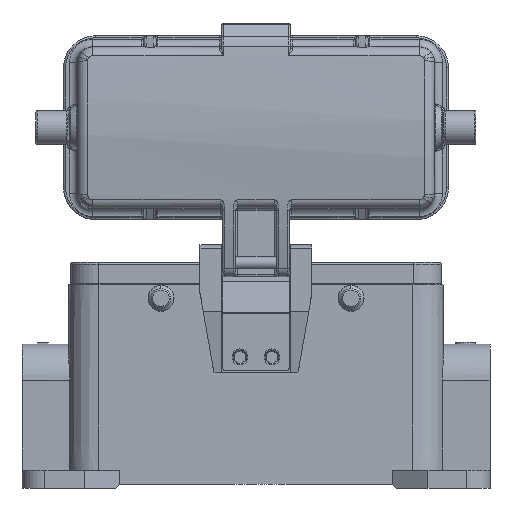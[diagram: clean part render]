
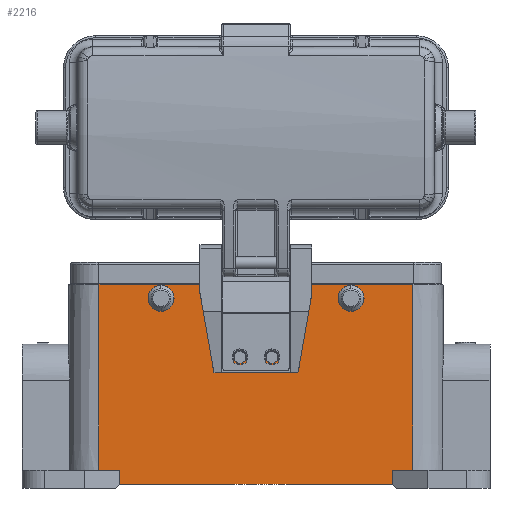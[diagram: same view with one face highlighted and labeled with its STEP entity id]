
A CAD part, front view. The second image highlights one B-rep face of the part: STEP entity #2216.
In plain terms, the highlighted planar face has unit normal (0, -1, 0.009).
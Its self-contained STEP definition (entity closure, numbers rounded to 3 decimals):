
#72=ELLIPSE('',#19665,1.5,1.5);
#73=ELLIPSE('',#19666,1.5,1.5);
#1328=PLANE('',#19667);
#1534=FACE_BOUND('',#4837,.T.);
#1535=FACE_BOUND('',#4838,.T.);
#1536=FACE_BOUND('',#4839,.T.);
#1537=FACE_BOUND('',#4840,.T.);
#1538=FACE_BOUND('',#4841,.T.);
#1539=FACE_BOUND('',#4842,.T.);
#2216=ADVANCED_FACE('',(#1534,#1535,#1536,#1537,#1538,#1539),#1328,.T.);
#4837=EDGE_LOOP('',(#11087));
#4838=EDGE_LOOP('',(#11088));
#4839=EDGE_LOOP('',(#11089));
#4840=EDGE_LOOP('',(#11090));
#4841=EDGE_LOOP('',(#11091));
#4842=EDGE_LOOP('',(#11092,#11093,#11094,#11095,#11096,#11097,#11098,#11099,
#11100,#11101,#11102,#11103));
#6043=LINE('',#31712,#7320);
#6044=LINE('',#31714,#7321);
#6056=LINE('',#31757,#7333);
#6061=LINE('',#31778,#7338);
#6068=LINE('',#31813,#7345);
#6097=LINE('',#31888,#7374);
#6100=LINE('',#31902,#7377);
#6107=LINE('',#31918,#7384);
#6241=LINE('',#32415,#7518);
#6254=LINE('',#32449,#7531);
#6256=LINE('',#32453,#7533);
#6257=LINE('',#32465,#7534);
#7320=VECTOR('',#23078,1.);
#7321=VECTOR('',#23081,1.);
#7333=VECTOR('',#23105,1.);
#7338=VECTOR('',#23116,1.);
#7345=VECTOR('',#23135,1.);
#7374=VECTOR('',#23208,1.);
#7377=VECTOR('',#23225,1.);
#7384=VECTOR('',#23236,1.);
#7518=VECTOR('',#23520,1.);
#7531=VECTOR('',#23555,1.);
#7533=VECTOR('',#23559,1.);
#7534=VECTOR('',#23572,1.);
#11087=ORIENTED_EDGE('',*,*,#16626,.F.);
#11088=ORIENTED_EDGE('',*,*,#16627,.F.);
#11089=ORIENTED_EDGE('',*,*,#16628,.F.);
#11090=ORIENTED_EDGE('',*,*,#16629,.T.);
#11091=ORIENTED_EDGE('',*,*,#16630,.T.);
#11092=ORIENTED_EDGE('',*,*,#16623,.T.);
#11093=ORIENTED_EDGE('',*,*,#16606,.T.);
#11094=ORIENTED_EDGE('',*,*,#16424,.F.);
#11095=ORIENTED_EDGE('',*,*,#16416,.T.);
#11096=ORIENTED_EDGE('',*,*,#16409,.F.);
#11097=ORIENTED_EDGE('',*,*,#16631,.T.);
#11098=ORIENTED_EDGE('',*,*,#16371,.F.);
#11099=ORIENTED_EDGE('',*,*,#16359,.T.);
#11100=ORIENTED_EDGE('',*,*,#16351,.T.);
#11101=ORIENTED_EDGE('',*,*,#16335,.T.);
#11102=ORIENTED_EDGE('',*,*,#16334,.F.);
#11103=ORIENTED_EDGE('',*,*,#16625,.F.);
#14177=VERTEX_POINT('',#31709);
#14178=VERTEX_POINT('',#31711);
#14179=VERTEX_POINT('',#31715);
#14192=VERTEX_POINT('',#31758);
#14197=VERTEX_POINT('',#31779);
#14207=VERTEX_POINT('',#31814);
#14228=VERTEX_POINT('',#31883);
#14230=VERTEX_POINT('',#31887);
#14235=VERTEX_POINT('',#31903);
#14242=VERTEX_POINT('',#31919);
#14362=VERTEX_POINT('',#32416);
#14372=VERTEX_POINT('',#32450);
#14373=VERTEX_POINT('',#32456);
#14374=VERTEX_POINT('',#32458);
#14375=VERTEX_POINT('',#32460);
#14376=VERTEX_POINT('',#32462);
#14377=VERTEX_POINT('',#32464);
#16334=EDGE_CURVE('',#14178,#14177,#6043,.T.);
#16335=EDGE_CURVE('',#14179,#14177,#6044,.T.);
#16351=EDGE_CURVE('',#14192,#14179,#6056,.T.);
#16359=EDGE_CURVE('',#14197,#14192,#6061,.T.);
#16371=EDGE_CURVE('',#14197,#14207,#6068,.T.);
#16409=EDGE_CURVE('',#14230,#14228,#6097,.T.);
#16416=EDGE_CURVE('',#14235,#14228,#6100,.T.);
#16424=EDGE_CURVE('',#14235,#14242,#6107,.T.);
#16606=EDGE_CURVE('',#14362,#14242,#6241,.T.);
#16623=EDGE_CURVE('',#14372,#14362,#6254,.T.);
#16625=EDGE_CURVE('',#14372,#14178,#6256,.T.);
#16626=EDGE_CURVE('',#14373,#14373,#18194,.T.);
#16627=EDGE_CURVE('',#14374,#14374,#18195,.T.);
#16628=EDGE_CURVE('',#14375,#14375,#18196,.T.);
#16629=EDGE_CURVE('',#14376,#14376,#72,.T.);
#16630=EDGE_CURVE('',#14377,#14377,#73,.T.);
#16631=EDGE_CURVE('',#14230,#14207,#6257,.T.);
#18194=CIRCLE('',#19662,1.5);
#18195=CIRCLE('',#19663,1.5);
#18196=CIRCLE('',#19664,1.5);
#19662=AXIS2_PLACEMENT_3D('',#32455,#23562,#23563);
#19663=AXIS2_PLACEMENT_3D('',#32457,#23564,#23565);
#19664=AXIS2_PLACEMENT_3D('',#32459,#23566,#23567);
#19665=AXIS2_PLACEMENT_3D('',#32461,#23568,#23569);
#19666=AXIS2_PLACEMENT_3D('',#32463,#23570,#23571);
#19667=AXIS2_PLACEMENT_3D('',#32466,#23573,#23574);
#23078=DIRECTION('',(1.,0.,0.));
#23081=DIRECTION('',(0.,-0.009,-1.));
#23105=DIRECTION('',(-1.,0.,0.));
#23116=DIRECTION('',(0.,0.009,1.));
#23135=DIRECTION('',(-1.,0.,0.));
#23208=DIRECTION('',(-1.,0.,0.));
#23225=DIRECTION('',(0.,-0.009,-1.));
#23236=DIRECTION('',(-1.,0.,0.));
#23520=DIRECTION('',(0.,-0.009,-1.));
#23555=DIRECTION('',(-1.,0.,0.));
#23559=DIRECTION('',(0.,-0.009,-1.));
#23562=DIRECTION('',(0.,-1.,0.009));
#23563=DIRECTION('',(1.,0.,0.));
#23564=DIRECTION('',(0.,-1.,0.009));
#23565=DIRECTION('',(1.,0.,0.));
#23566=DIRECTION('',(0.,-1.,0.009));
#23567=DIRECTION('',(1.,0.,0.));
#23568=DIRECTION('',(0.,1.,-0.009));
#23569=DIRECTION('',(0.,0.009,1.));
#23570=DIRECTION('',(0.,1.,-0.009));
#23571=DIRECTION('',(0.,0.009,1.));
#23572=DIRECTION('',(0.,0.009,1.));
#23573=DIRECTION('',(0.,-1.,0.009));
#23574=DIRECTION('',(-1.,0.,0.));
#31709=CARTESIAN_POINT('',(1.6,-21.526,21.5));
#31711=CARTESIAN_POINT('',(-1.6,-21.526,21.5));
#31712=CARTESIAN_POINT('',(-1.6,-21.526,21.5));
#31714=CARTESIAN_POINT('',(1.6,-21.5,24.5));
#31715=CARTESIAN_POINT('',(1.6,-21.5,24.5));
#31757=CARTESIAN_POINT('',(39.25,-21.5,24.5));
#31758=CARTESIAN_POINT('',(39.25,-21.5,24.5));
#31778=CARTESIAN_POINT('',(39.25,-21.906,-22.));
#31779=CARTESIAN_POINT('',(39.25,-21.906,-22.));
#31813=CARTESIAN_POINT('',(39.25,-21.906,-22.));
#31814=CARTESIAN_POINT('',(34.,-21.906,-22.));
#31883=CARTESIAN_POINT('',(-34.,-21.936,-25.5));
#31887=CARTESIAN_POINT('',(34.,-21.936,-25.5));
#31888=CARTESIAN_POINT('',(34.,-21.936,-25.5));
#31902=CARTESIAN_POINT('',(-34.,-21.906,-22.));
#31903=CARTESIAN_POINT('',(-34.,-21.906,-22.));
#31918=CARTESIAN_POINT('',(-34.,-21.906,-22.));
#31919=CARTESIAN_POINT('',(-39.25,-21.906,-22.));
#32415=CARTESIAN_POINT('',(-39.25,-21.5,24.5));
#32416=CARTESIAN_POINT('',(-39.25,-21.5,24.5));
#32449=CARTESIAN_POINT('',(-1.6,-21.5,24.5));
#32450=CARTESIAN_POINT('',(-1.6,-21.5,24.5));
#32453=CARTESIAN_POINT('',(-1.6,-21.5,24.5));
#32455=CARTESIAN_POINT('',(4.,-21.66,6.212));
#32456=CARTESIAN_POINT('',(5.5,-21.66,6.212));
#32457=CARTESIAN_POINT('',(0.,-21.542,19.712));
#32458=CARTESIAN_POINT('',(1.5,-21.542,19.712));
#32459=CARTESIAN_POINT('',(-4.,-21.66,6.212));
#32460=CARTESIAN_POINT('',(-2.5,-21.66,6.212));
#32461=CARTESIAN_POINT('',(23.75,-21.531,21.));
#32462=CARTESIAN_POINT('',(23.75,-21.517,22.5));
#32463=CARTESIAN_POINT('',(-23.75,-21.531,21.));
#32464=CARTESIAN_POINT('',(-23.75,-21.517,22.5));
#32465=CARTESIAN_POINT('',(34.,-21.936,-25.5));
#32466=CARTESIAN_POINT('',(-41.628,-21.5,24.5));
